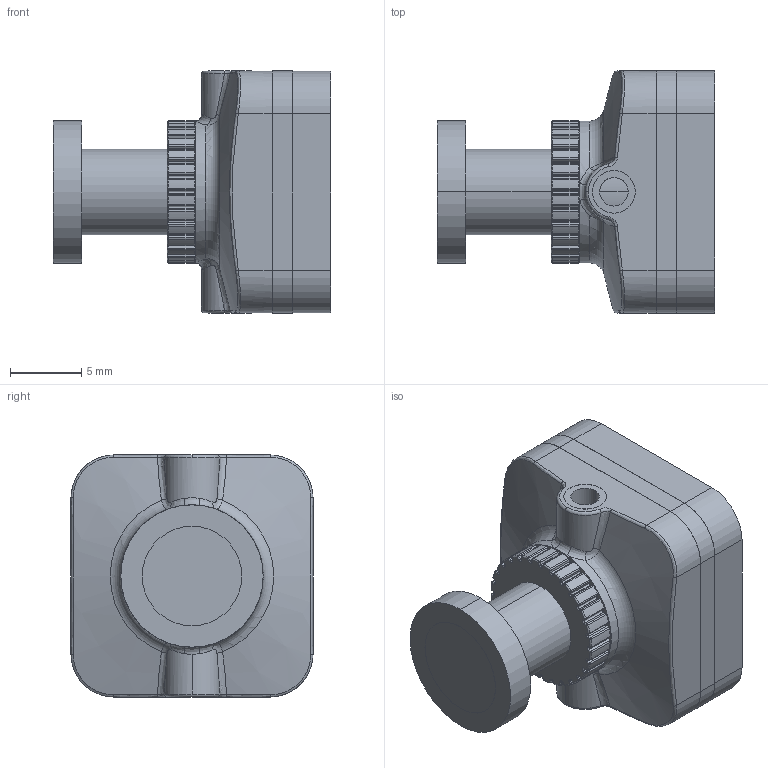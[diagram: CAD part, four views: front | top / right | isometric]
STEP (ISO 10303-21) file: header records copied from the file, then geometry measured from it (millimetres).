
FILE_DESCRIPTION (( 'STEP AP203' ), '1' );
FILE_NAME ('FPV_Camera_Default_sldprt.STEP', '2022-04-16T10:24:41', ( '' ), ( '' ), 'SwSTEP 2.0', 'SolidWorks 2019', '' );
FILE_SCHEMA (( 'CONFIG_CONTROL_DESIGN' ));
Length unit declared in the file: millimetre
Products named in the file (1): FPV_Camera_Default_sldprt
Bounding box: 19.51 x 17.02 x 17.02 mm (x, y, z)
Volume: 2727.3 mm3; surface area: 1462.2 mm2
Topology: 1 solids, 1 shells, 744 faces, 1790 edges, 957 vertices
Faces by surface type: cylinder 281, torus 139, plane 129, sphere 112, bspline 81, cone 2
Entity records: 24129 total; most frequent: CARTESIAN_POINT 7538, DIRECTION 3698, ORIENTED_EDGE 3348, EDGE_CURVE 1674, AXIS2_PLACEMENT_3D 1525, VERTEX_POINT 953, CIRCLE 861, EDGE_LOOP 765
